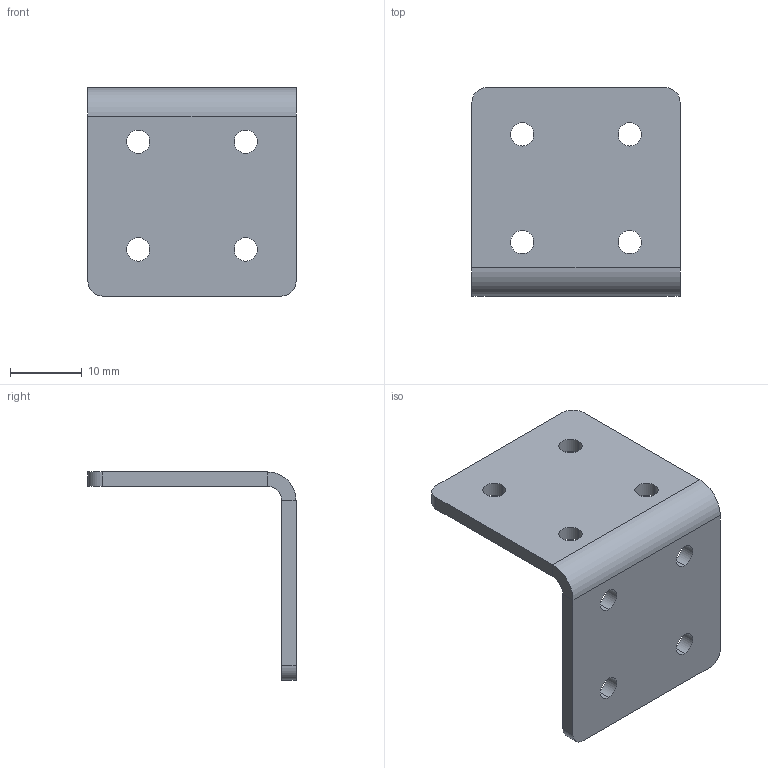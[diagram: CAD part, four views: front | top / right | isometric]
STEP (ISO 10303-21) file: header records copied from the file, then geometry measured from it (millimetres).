
FILE_DESCRIPTION (( 'STEP AP214' ), '1' );
FILE_NAME ('SNSD.15.01.43 赶鎀鍧 30x30L(S116).STEP', '2015-06-24T11:22:46', ( 'user' ), ( '' ), 'SwSTEP 2.0', 'SolidWorks 2014', '' );
FILE_SCHEMA (( 'AUTOMOTIVE_DESIGN' ));
Length unit declared in the file: millimetre
Products named in the file (2): SNSD.15.01.43 赶鎀鍧 30x30L(S116)
Bounding box: 29 x 29 x 29 mm (x, y, z)
Volume: 3033.7 mm3; surface area: 3525.1 mm2
Topology: 1 solids, 1 shells, 34 faces, 88 edges, 56 vertices
Faces by surface type: cylinder 22, plane 12
Entity records: 1133 total; most frequent: DIRECTION 204, CARTESIAN_POINT 180, ORIENTED_EDGE 176, EDGE_CURVE 88, AXIS2_PLACEMENT_3D 80, VERTEX_POINT 56, EDGE_LOOP 50, VECTOR 44
